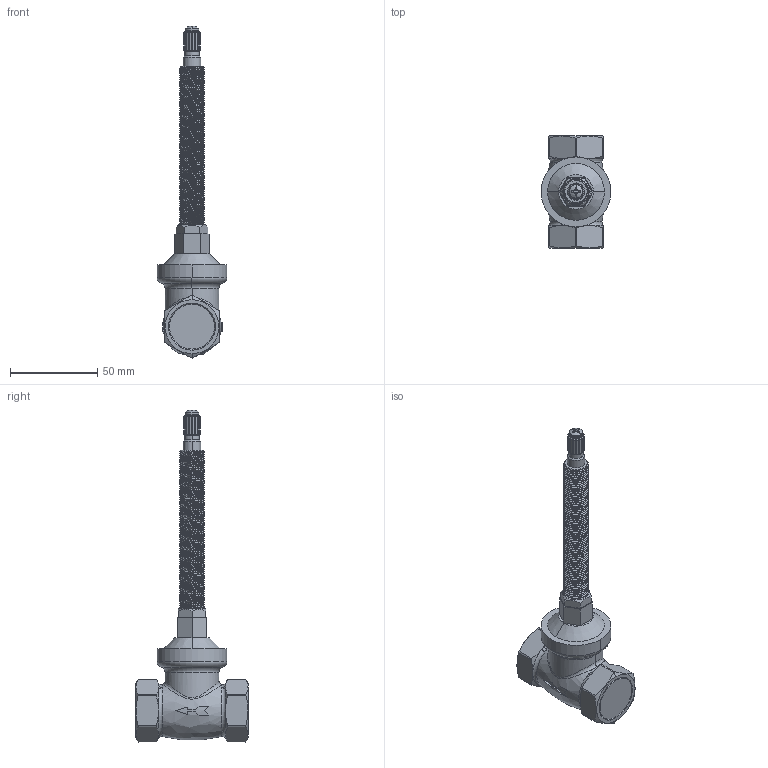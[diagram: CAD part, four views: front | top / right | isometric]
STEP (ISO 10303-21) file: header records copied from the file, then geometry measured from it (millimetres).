
FILE_DESCRIPTION((''),'2;1');
FILE_NAME('1-607U','2021-04-21T15:36:56',('rsmith'),(''),'CREO PARAMETRIC BY PTC INC, 2018400','CREO PARAMETRIC BY PTC INC, 2018400','');
FILE_SCHEMA(('AUTOMOTIVE_DESIGN { 1 0 10303 214 1 1 1 1 }'));
Products named in the file (1): 1-607U
Bounding box: 40.13 x 64.8 x 190.75 mm (x, y, z)
Volume: 97007.2 mm3; surface area: 21143.1 mm2
Topology: 1 solids, 1 shells, 756 faces, 2109 edges, 1371 vertices
Faces by surface type: cylinder 351, plane 259, bspline 78, cone 52, torus 14, sphere 2
Entity records: 72978 total; most frequent: CARTESIAN_POINT 45731, ORIENTED_EDGE 4218, DIRECTION 2851, PRESENTATION_STYLE_ASSIGNMENT 2528, STYLED_ITEM 2340, CURVE_STYLE 2109, EDGE_CURVE 2109, VERTEX_POINT 1371
